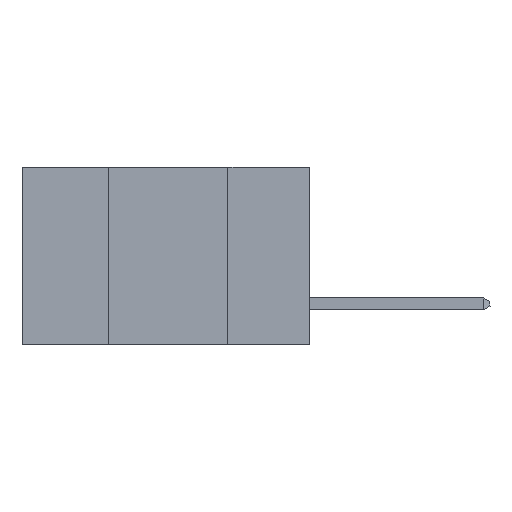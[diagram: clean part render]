
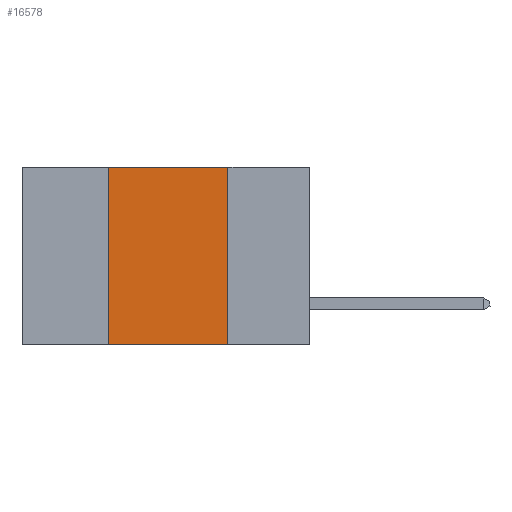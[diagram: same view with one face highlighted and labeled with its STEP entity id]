
A CAD part, left-side view. The second image highlights one B-rep face of the part: STEP entity #16578.
In plain terms, the highlighted planar face has unit normal (-1, 0, 0).
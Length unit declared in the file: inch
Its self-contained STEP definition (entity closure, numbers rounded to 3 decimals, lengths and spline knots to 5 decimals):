
#84 = VERTEX_POINT ( 'NONE', #1243 ) ;
#1243 = CARTESIAN_POINT ( 'NONE',  ( 0., 0.17, -0.37 ) ) ;
#3021 = DIRECTION ( 'NONE',  ( 0., 0., 1. ) ) ;
#5016 = VERTEX_POINT ( 'NONE', #5289 ) ;
#5019 = DIRECTION ( 'NONE',  ( 0., 0., -1. ) ) ;
#5289 = CARTESIAN_POINT ( 'NONE',  ( 0., 0.17, 0. ) ) ;
#5312 = PLANE ( 'NONE',  #31175 ) ;
#7361 = VERTEX_POINT ( 'NONE', #15123 ) ;
#7824 = DIRECTION ( 'NONE',  ( 0., -1., 0. ) ) ;
#9703 = VECTOR ( 'NONE', #7824, 39.37008 ) ;
#10091 = DIRECTION ( 'NONE',  ( 0., -1., 0. ) ) ;
#10644 = DIRECTION ( 'NONE',  ( 0., 0., -1. ) ) ;
#12337 = ORIENTED_EDGE ( 'NONE', *, *, #22130, .F. ) ;
#13902 = VECTOR ( 'NONE', #5019, 39.37008 ) ;
#15123 = CARTESIAN_POINT ( 'NONE',  ( 0., 0.42, -0.37 ) ) ;
#16070 = CARTESIAN_POINT ( 'NONE',  ( 0., 0.42, 0. ) ) ;
#16578 = ADVANCED_FACE ( 'NONE', ( #19308 ), #5312, .F. ) ;
#17520 = CARTESIAN_POINT ( 'NONE',  ( 0., 0.42, 0. ) ) ;
#18268 = EDGE_CURVE ( 'NONE', #7361, #27249, #20778, .T. ) ;
#19308 = FACE_OUTER_BOUND ( 'NONE', #29259, .T. ) ;
#19335 = EDGE_CURVE ( 'NONE', #5016, #84, #26699, .T. ) ;
#19993 = VECTOR ( 'NONE', #3021, 39.37008 ) ;
#20414 = VECTOR ( 'NONE', #10091, 39.37008 ) ;
#20625 = CARTESIAN_POINT ( 'NONE',  ( 0., 0.17, 0. ) ) ;
#20742 = CARTESIAN_POINT ( 'NONE',  ( 0., 0.6, -0.37 ) ) ;
#20778 = LINE ( 'NONE', #16070, #19993 ) ;
#22130 = EDGE_CURVE ( 'NONE', #27249, #5016, #27180, .T. ) ;
#22242 = ORIENTED_EDGE ( 'NONE', *, *, #19335, .F. ) ;
#22893 = CARTESIAN_POINT ( 'NONE',  ( 0., 0.6, 0. ) ) ;
#23381 = LINE ( 'NONE', #20742, #9703 ) ;
#25931 = CARTESIAN_POINT ( 'NONE',  ( 0., 0.6, 0. ) ) ;
#26032 = DIRECTION ( 'NONE',  ( 1., 0., 0. ) ) ;
#26653 = ORIENTED_EDGE ( 'NONE', *, *, #18268, .F. ) ;
#26699 = LINE ( 'NONE', #20625, #13902 ) ;
#27180 = LINE ( 'NONE', #22893, #20414 ) ;
#27249 = VERTEX_POINT ( 'NONE', #17520 ) ;
#27584 = ORIENTED_EDGE ( 'NONE', *, *, #31514, .T. ) ;
#29259 = EDGE_LOOP ( 'NONE', ( #22242, #12337, #26653, #27584 ) ) ;
#31175 = AXIS2_PLACEMENT_3D ( 'NONE', #25931, #26032, #10644 ) ;
#31514 = EDGE_CURVE ( 'NONE', #7361, #84, #23381, .T. ) ;
